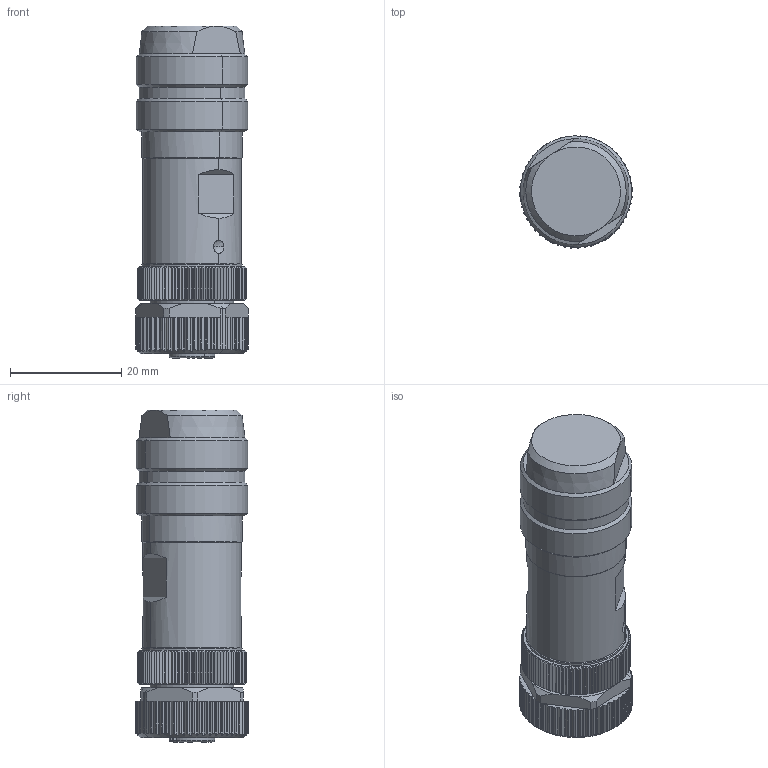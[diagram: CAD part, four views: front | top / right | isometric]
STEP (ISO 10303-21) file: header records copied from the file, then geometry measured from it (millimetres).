
FILE_DESCRIPTION(('CATIA V5 STEP Exchange','CAx-IF Rec.Pracs.--- Model Styling and Organization---1.5--- 2016-08-15','CAx-IF Rec.Pracs.---Supplemental Geometry---1.0---2011-11-01','CAx-IF Rec.Pracs.--- Composite Materials ---1.1---2010-07-15'),'2;1');
FILE_NAME ('006679-3_1', '2025-11-25T06:01:37+00:00', ('none'), ('Weidmueller'), 'CATIA Version 5-6 Release 2024 SP4', 'CATIA V5 STEP AP214 v3', 'none');
FILE_SCHEMA(('AUTOMOTIVE_DESIGN { 1 0 10303 214 1 1 1 1 }'));
Length unit declared in the file: millimetre
Products named in the file (1): 1118920000
Bounding box: 20.2 x 20.19 x 59.59 mm (x, y, z)
Volume: 15692.9 mm3; surface area: 5268.3 mm2
Topology: 1 solids, 1 shells, 1036 faces, 2715 edges, 1679 vertices
Faces by surface type: plane 405, cylinder 268, cone 254, extrusion 79, bspline 18, torus 8, sphere 4
Entity records: 35378 total; most frequent: CARTESIAN_POINT 12274, ORIENTED_EDGE 5386, DIRECTION 3515, EDGE_CURVE 2693, VERTEX_POINT 1679, AXIS2_PLACEMENT_3D 1545, B_SPLINE_CURVE_WITH_KNOTS 1200, EDGE_LOOP 1056
